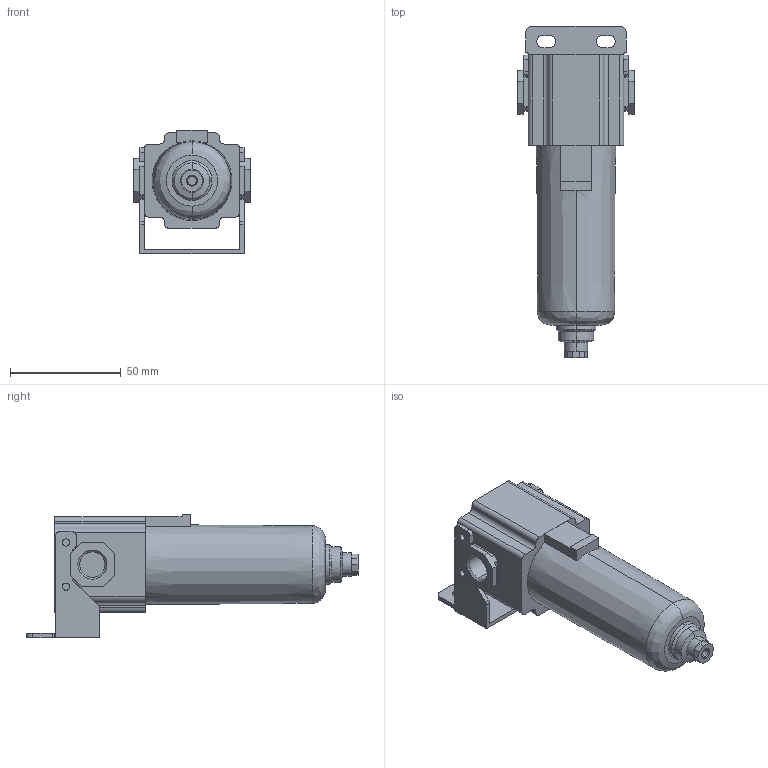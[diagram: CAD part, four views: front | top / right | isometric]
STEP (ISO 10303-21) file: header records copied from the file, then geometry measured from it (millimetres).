
FILE_DESCRIPTION (( 'STEP AP214' ), '1' );
FILE_NAME ('AC-224-N.step', '2019-06-05T11:14:16', ( '' ), ( '' ), 'SwSTEP 2.0', 'SolidWorks 2018', '' );
FILE_SCHEMA (( 'AUTOMOTIVE_DESIGN' ));
Length unit declared in the file: inch
Products named in the file (1): AC-224-N
Bounding box: 52.5 x 150 x 55.67 mm (x, y, z)
Volume: 157617.8 mm3; surface area: 26211.1 mm2
Topology: 1 solids, 1 shells, 187 faces, 512 edges, 334 vertices
Faces by surface type: plane 125, cylinder 48, cone 12, bspline 2
Entity records: 5966 total; most frequent: CARTESIAN_POINT 1076, ORIENTED_EDGE 1024, DIRECTION 1000, EDGE_CURVE 512, VECTOR 388, LINE 388, VERTEX_POINT 334, AXIS2_PLACEMENT_3D 306
